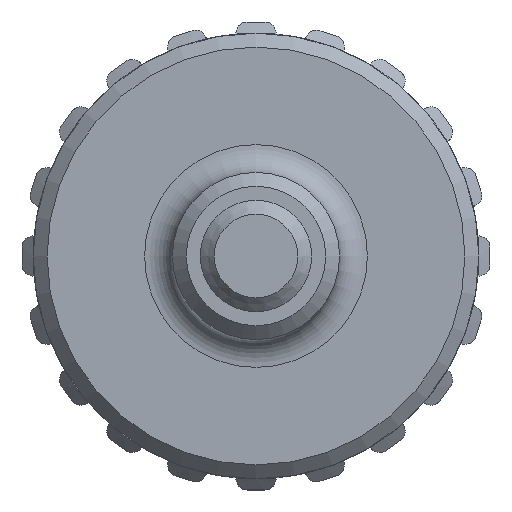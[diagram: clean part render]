
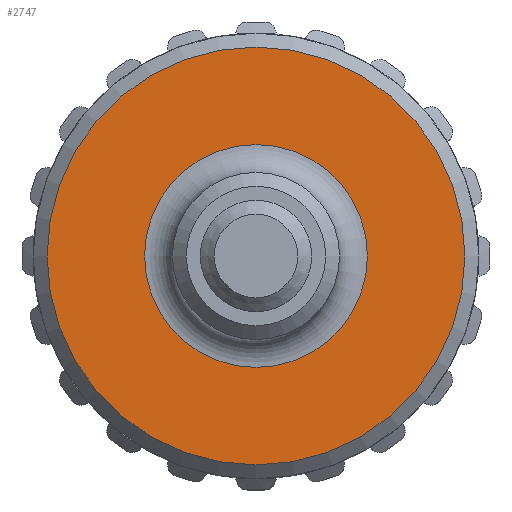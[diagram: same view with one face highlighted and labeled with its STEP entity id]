
A CAD part, left-side view. The second image highlights one B-rep face of the part: STEP entity #2747.
In plain terms, the highlighted planar face has unit normal (-1, 0, 0).
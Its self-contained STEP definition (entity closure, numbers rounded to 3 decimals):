
#263=FACE_BOUND('',#606,.T.);
#297=PLANE('',#2950);
#429=FACE_OUTER_BOUND('',#605,.T.);
#605=EDGE_LOOP('',(#1918));
#606=EDGE_LOOP('',(#1919));
#1115=CIRCLE('',#2949,4.);
#1116=CIRCLE('',#2951,7.5);
#1153=VERTEX_POINT('',#3761);
#1154=VERTEX_POINT('',#3765);
#1451=EDGE_CURVE('',#1153,#1153,#1115,.T.);
#1452=EDGE_CURVE('',#1154,#1154,#1116,.T.);
#1918=ORIENTED_EDGE('',*,*,#1452,.F.);
#1919=ORIENTED_EDGE('',*,*,#1451,.F.);
#2747=ADVANCED_FACE('',(#429,#263),#297,.T.);
#2949=AXIS2_PLACEMENT_3D('',#3763,#3217,#3218);
#2950=AXIS2_PLACEMENT_3D('',#3764,#3219,#3220);
#2951=AXIS2_PLACEMENT_3D('',#3766,#3221,#3222);
#3217=DIRECTION('center_axis',(-1.,0.,0.));
#3218=DIRECTION('ref_axis',(0.,-1.,0.));
#3219=DIRECTION('center_axis',(-1.,0.,0.));
#3220=DIRECTION('ref_axis',(0.,-1.,0.));
#3221=DIRECTION('center_axis',(1.,0.,0.));
#3222=DIRECTION('ref_axis',(0.,-1.,0.));
#3761=CARTESIAN_POINT('',(-20.975,-62.,20.83));
#3763=CARTESIAN_POINT('Origin',(-20.975,-62.,16.83));
#3764=CARTESIAN_POINT('Origin',(-20.975,-62.,17.08));
#3765=CARTESIAN_POINT('',(-20.975,-54.5,16.83));
#3766=CARTESIAN_POINT('Origin',(-20.975,-62.,16.83));
